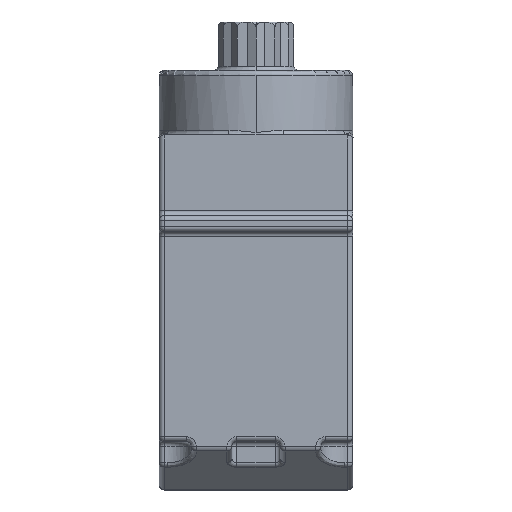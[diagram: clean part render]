
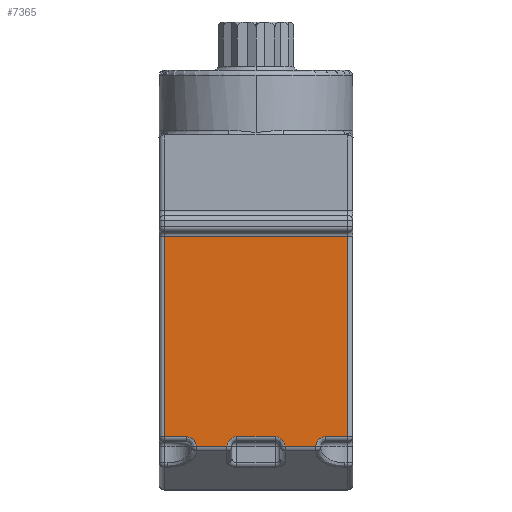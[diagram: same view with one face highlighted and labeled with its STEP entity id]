
A CAD part, left-side view. The second image highlights one B-rep face of the part: STEP entity #7365.
In plain terms, the highlighted planar face has unit normal (-1, 0, 0).
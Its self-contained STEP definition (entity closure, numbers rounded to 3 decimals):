
#2010 = B_SPLINE_CURVE_WITH_KNOTS ( 'NONE', 3,
 ( #2540, #2559, #2561, #2544, #2543, #2297, #2296, #2789 ),
 .UNSPECIFIED., .F., .F.,
 ( 4, 2, 2, 4 ),
 ( 0., 0., 0.001, 0.001 ),
 .UNSPECIFIED. ) ;
#2296 = CARTESIAN_POINT ( 'NONE',  ( -11.65, 4.237, -12.7 ) ) ;
#2297 = CARTESIAN_POINT ( 'NONE',  ( -11.65, 4.159, -12.715 ) ) ;
#2540 = CARTESIAN_POINT ( 'NONE',  ( -11.65, 3.711, -13.3 ) ) ;
#2543 = CARTESIAN_POINT ( 'NONE',  ( -11.65, 4.013, -12.775 ) ) ;
#2544 = CARTESIAN_POINT ( 'NONE',  ( -11.65, 3.946, -12.819 ) ) ;
#2559 = CARTESIAN_POINT ( 'NONE',  ( -11.65, 3.711, -13.141 ) ) ;
#2561 = CARTESIAN_POINT ( 'NONE',  ( -11.65, 3.777, -12.985 ) ) ;
#2692 = CARTESIAN_POINT ( 'NONE',  ( -11.65, 1.8, -13.3 ) ) ;
#2712 = CARTESIAN_POINT ( 'NONE',  ( -11.65, 5.7, -0.3 ) ) ;
#2740 = CARTESIAN_POINT ( 'NONE',  ( -11.65, -1.8, -13.315 ) ) ;
#2780 = DIRECTION ( 'NONE',  ( 0., -1., 0. ) ) ;
#2781 = VECTOR ( 'NONE', #2780, 1000. ) ;
#2782 = CARTESIAN_POINT ( 'NONE',  ( -11.65, 4.086, -12.7 ) ) ;
#2783 = LINE ( 'NONE', #2782, #2781 ) ;
#2789 = CARTESIAN_POINT ( 'NONE',  ( -11.65, 4.317, -12.7 ) ) ;
#2812 = CARTESIAN_POINT ( 'NONE',  ( -11.65, -4.158, -12.7 ) ) ;
#2813 = CARTESIAN_POINT ( 'NONE',  ( -11.65, -4.317, -12.7 ) ) ;
#2814 = AXIS2_PLACEMENT_3D ( 'NONE', #2846, #2845, #2844 ) ;
#2816 = CARTESIAN_POINT ( 'NONE',  ( -11.65, -5.7, -12.7 ) ) ;
#2817 = B_SPLINE_CURVE_WITH_KNOTS ( 'NONE', 3,
 ( #2813, #2812, #2867, #2866, #2865, #2864 ),
 .UNSPECIFIED., .F., .F.,
 ( 4, 2, 4 ),
 ( 0., 0., 0.001 ),
 .UNSPECIFIED. ) ;
#2818 = DIRECTION ( 'NONE',  ( 0., -1., 0. ) ) ;
#2819 = VECTOR ( 'NONE', #2818, 1000. ) ;
#2825 = LINE ( 'NONE', #2863, #2862 ) ;
#2826 = DIRECTION ( 'NONE',  ( 0., 0., -1. ) ) ;
#2827 = VECTOR ( 'NONE', #2826, 1000. ) ;
#2828 = CARTESIAN_POINT ( 'NONE',  ( -11.65, 3.711, -16. ) ) ;
#2829 = LINE ( 'NONE', #2828, #2827 ) ;
#2830 = CARTESIAN_POINT ( 'NONE',  ( -11.65, 3.711, -13.315 ) ) ;
#2831 = CARTESIAN_POINT ( 'NONE',  ( -11.65, -6., -13.315 ) ) ;
#2832 = LINE ( 'NONE', #2831, #2819 ) ;
#2833 = CARTESIAN_POINT ( 'NONE',  ( -11.65, -4.317, -12.7 ) ) ;
#2835 = CARTESIAN_POINT ( 'NONE',  ( -11.65, 3.711, -13.3 ) ) ;
#2836 = LINE ( 'NONE', #2875, #2874 ) ;
#2837 = DIRECTION ( 'NONE',  ( 0., -1., 0. ) ) ;
#2838 = VECTOR ( 'NONE', #2837, 1000. ) ;
#2839 = CARTESIAN_POINT ( 'NONE',  ( -11.65, -6., -13.315 ) ) ;
#2840 = DIRECTION ( 'NONE',  ( 0., 0., -1. ) ) ;
#2841 = VECTOR ( 'NONE', #2840, 1000. ) ;
#2842 = CARTESIAN_POINT ( 'NONE',  ( -11.65, -1.8, -16. ) ) ;
#2843 = CARTESIAN_POINT ( 'NONE',  ( -11.65, -3.711, -13.3 ) ) ;
#2844 = DIRECTION ( 'NONE',  ( 0., 0., -1. ) ) ;
#2845 = DIRECTION ( 'NONE',  ( -1., 0., 0. ) ) ;
#2846 = CARTESIAN_POINT ( 'NONE',  ( -11.65, -1.2, -13.3 ) ) ;
#2847 = LINE ( 'NONE', #2842, #2841 ) ;
#2848 = LINE ( 'NONE', #2839, #2838 ) ;
#2850 = DIRECTION ( 'NONE',  ( 0., 1., 0. ) ) ;
#2851 = VECTOR ( 'NONE', #2850, 1000. ) ;
#2852 = CARTESIAN_POINT ( 'NONE',  ( -11.65, -6., -0.3 ) ) ;
#2853 = CARTESIAN_POINT ( 'NONE',  ( -11.65, -1.2, -12.7 ) ) ;
#2854 = LINE ( 'NONE', #2852, #2851 ) ;
#2855 = DIRECTION ( 'NONE',  ( 0., 0., 1. ) ) ;
#2856 = VECTOR ( 'NONE', #2855, 1000. ) ;
#2857 = CARTESIAN_POINT ( 'NONE',  ( -11.65, -5.7, -16. ) ) ;
#2858 = LINE ( 'NONE', #2857, #2856 ) ;
#2859 = CIRCLE ( 'NONE', #2814, 0.6 ) ;
#2860 = CARTESIAN_POINT ( 'NONE',  ( -11.65, -1.8, -13.3 ) ) ;
#2861 = DIRECTION ( 'NONE',  ( 0., -1., 0. ) ) ;
#2862 = VECTOR ( 'NONE', #2861, 1000. ) ;
#2863 = CARTESIAN_POINT ( 'NONE',  ( -11.65, -6., -12.7 ) ) ;
#2864 = CARTESIAN_POINT ( 'NONE',  ( -11.65, -3.711, -13.3 ) ) ;
#2865 = CARTESIAN_POINT ( 'NONE',  ( -11.65, -3.711, -13.141 ) ) ;
#2866 = CARTESIAN_POINT ( 'NONE',  ( -11.65, -3.777, -12.985 ) ) ;
#2867 = CARTESIAN_POINT ( 'NONE',  ( -11.65, -4.001, -12.764 ) ) ;
#2868 = DIRECTION ( 'NONE',  ( 0., 0., -1. ) ) ;
#2869 = DIRECTION ( 'NONE',  ( -1., 0., 0. ) ) ;
#2871 = DIRECTION ( 'NONE',  ( 0., -1., 0. ) ) ;
#2872 = DIRECTION ( 'NONE',  ( 0., 0., -1. ) ) ;
#2873 = DIRECTION ( 'NONE',  ( 1., 0., 0. ) ) ;
#2874 = VECTOR ( 'NONE', #2871, 1000. ) ;
#2875 = CARTESIAN_POINT ( 'NONE',  ( -11.65, -6., -12.7 ) ) ;
#2876 = CIRCLE ( 'NONE', #2878, 0.6 ) ;
#2877 = CARTESIAN_POINT ( 'NONE',  ( -11.65, 1.2, -12.7 ) ) ;
#2878 = AXIS2_PLACEMENT_3D ( 'NONE', #2899, #2869, #2868 ) ;
#2879 = CARTESIAN_POINT ( 'NONE',  ( -11.65, -6., -16. ) ) ;
#2883 = PLANE ( 'NONE',  #2891 ) ;
#2885 = FACE_OUTER_BOUND ( 'NONE', #7291, .T. ) ;
#2890 = CARTESIAN_POINT ( 'NONE',  ( -11.65, -3.711, -13.315 ) ) ;
#2891 = AXIS2_PLACEMENT_3D ( 'NONE', #2879, #2873, #2872 ) ;
#2894 = DIRECTION ( 'NONE',  ( 0., 0., 1. ) ) ;
#2895 = VECTOR ( 'NONE', #2894, 1000. ) ;
#2896 = CARTESIAN_POINT ( 'NONE',  ( -11.65, -5.7, -0.3 ) ) ;
#2897 = CARTESIAN_POINT ( 'NONE',  ( -11.65, -3.711, -16. ) ) ;
#2898 = LINE ( 'NONE', #2897, #2895 ) ;
#2899 = CARTESIAN_POINT ( 'NONE',  ( -11.65, 1.2, -13.3 ) ) ;
#2925 = LINE ( 'NONE', #2962, #2961 ) ;
#2951 = CARTESIAN_POINT ( 'NONE',  ( -11.65, 4.317, -12.7 ) ) ;
#2960 = DIRECTION ( 'NONE',  ( 0., 0., 1. ) ) ;
#2961 = VECTOR ( 'NONE', #2960, 1000. ) ;
#2962 = CARTESIAN_POINT ( 'NONE',  ( -11.65, 1.8, -16. ) ) ;
#2980 = DIRECTION ( 'NONE',  ( 0., 0., -1. ) ) ;
#2981 = VECTOR ( 'NONE', #2980, 1000. ) ;
#2991 = CARTESIAN_POINT ( 'NONE',  ( -11.65, 5.7, -16. ) ) ;
#2992 = LINE ( 'NONE', #2991, #2981 ) ;
#4279 = ORIENTED_EDGE ( 'NONE', *, *, #7327, .F. ) ;
#4283 = VERTEX_POINT ( 'NONE', #8259 ) ;
#4284 = VERTEX_POINT ( 'NONE', #8266 ) ;
#7260 = ORIENTED_EDGE ( 'NONE', *, *, #7414, .T. ) ;
#7274 = VERTEX_POINT ( 'NONE', #2712 ) ;
#7279 = ORIENTED_EDGE ( 'NONE', *, *, #7349, .F. ) ;
#7280 = VERTEX_POINT ( 'NONE', #2692 ) ;
#7288 = VERTEX_POINT ( 'NONE', #2740 ) ;
#7291 = EDGE_LOOP ( 'NONE', ( #7366, #7348, #7279, #7369, #7364, #7350, #7356, #7359, #7340, #7342, #7260, #7326, #4279, #7333, #7415, #7403 ) ) ;
#7326 = ORIENTED_EDGE ( 'NONE', *, *, #7329, .T. ) ;
#7327 = EDGE_CURVE ( 'NONE', #7330, #7416, #2010, .T. ) ;
#7329 = EDGE_CURVE ( 'NONE', #4283, #7416, #2783, .T. ) ;
#7330 = VERTEX_POINT ( 'NONE', #2835 ) ;
#7333 = ORIENTED_EDGE ( 'NONE', *, *, #7334, .T. ) ;
#7334 = EDGE_CURVE ( 'NONE', #7330, #7338, #2829, .T. ) ;
#7336 = EDGE_CURVE ( 'NONE', #7338, #4284, #2832, .T. ) ;
#7338 = VERTEX_POINT ( 'NONE', #2830 ) ;
#7339 = EDGE_CURVE ( 'NONE', #7352, #7353, #2817, .T. ) ;
#7340 = ORIENTED_EDGE ( 'NONE', *, *, #7343, .T. ) ;
#7341 = EDGE_CURVE ( 'NONE', #7352, #7355, #2825, .T. ) ;
#7342 = ORIENTED_EDGE ( 'NONE', *, *, #7344, .T. ) ;
#7343 = EDGE_CURVE ( 'NONE', #7355, #7358, #2858, .T. ) ;
#7344 = EDGE_CURVE ( 'NONE', #7358, #7274, #2854, .T. ) ;
#7346 = VERTEX_POINT ( 'NONE', #2853 ) ;
#7347 = VERTEX_POINT ( 'NONE', #2860 ) ;
#7348 = ORIENTED_EDGE ( 'NONE', *, *, #7367, .T. ) ;
#7349 = EDGE_CURVE ( 'NONE', #7347, #7346, #2859, .T. ) ;
#7350 = ORIENTED_EDGE ( 'NONE', *, *, #7357, .T. ) ;
#7351 = EDGE_CURVE ( 'NONE', #7347, #7288, #2847, .T. ) ;
#7352 = VERTEX_POINT ( 'NONE', #2833 ) ;
#7353 = VERTEX_POINT ( 'NONE', #2843 ) ;
#7354 = EDGE_CURVE ( 'NONE', #7288, #7361, #2848, .T. ) ;
#7355 = VERTEX_POINT ( 'NONE', #2816 ) ;
#7356 = ORIENTED_EDGE ( 'NONE', *, *, #7339, .F. ) ;
#7357 = EDGE_CURVE ( 'NONE', #7361, #7353, #2898, .T. ) ;
#7358 = VERTEX_POINT ( 'NONE', #2896 ) ;
#7359 = ORIENTED_EDGE ( 'NONE', *, *, #7341, .T. ) ;
#7361 = VERTEX_POINT ( 'NONE', #2890 ) ;
#7364 = ORIENTED_EDGE ( 'NONE', *, *, #7354, .T. ) ;
#7365 = ADVANCED_FACE ( 'NONE', ( #2885 ), #2883, .F. ) ;
#7366 = ORIENTED_EDGE ( 'NONE', *, *, #7368, .F. ) ;
#7367 = EDGE_CURVE ( 'NONE', #7370, #7346, #2836, .T. ) ;
#7368 = EDGE_CURVE ( 'NONE', #7370, #7280, #2876, .T. ) ;
#7369 = ORIENTED_EDGE ( 'NONE', *, *, #7351, .T. ) ;
#7370 = VERTEX_POINT ( 'NONE', #2877 ) ;
#7401 = EDGE_CURVE ( 'NONE', #4284, #7280, #2925, .T. ) ;
#7403 = ORIENTED_EDGE ( 'NONE', *, *, #7401, .T. ) ;
#7414 = EDGE_CURVE ( 'NONE', #7274, #4283, #2992, .T. ) ;
#7415 = ORIENTED_EDGE ( 'NONE', *, *, #7336, .T. ) ;
#7416 = VERTEX_POINT ( 'NONE', #2951 ) ;
#8259 = CARTESIAN_POINT ( 'NONE',  ( -11.65, 5.7, -12.7 ) ) ;
#8266 = CARTESIAN_POINT ( 'NONE',  ( -11.65, 1.8, -13.315 ) ) ;
